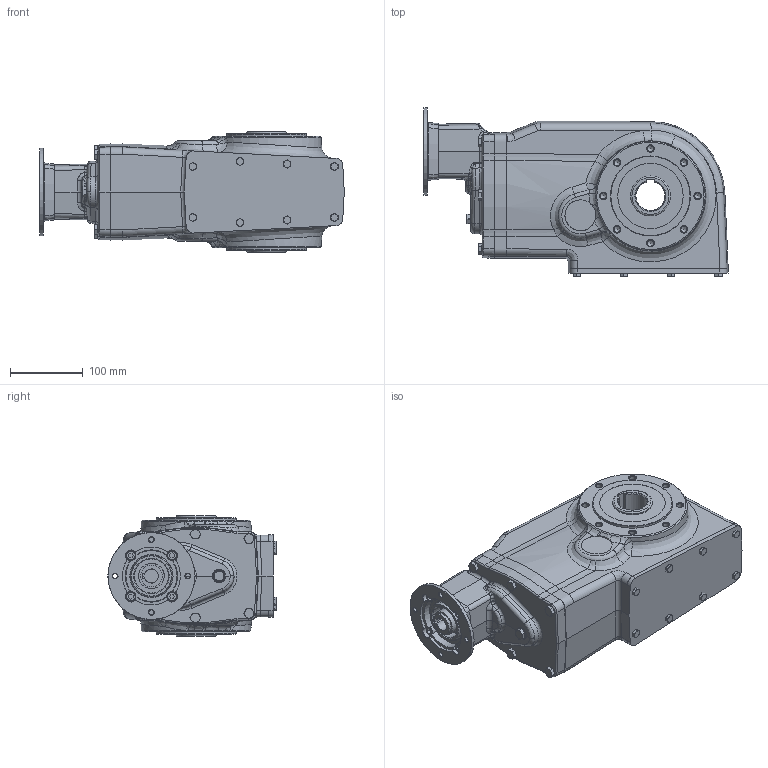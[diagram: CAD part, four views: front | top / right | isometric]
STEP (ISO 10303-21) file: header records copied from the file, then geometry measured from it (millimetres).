
FILE_DESCRIPTION(/* description */ ('Unknown'),/* implementation_level */ '2;1');
FILE_NAME(/* name */ '_P_X74N_I_xxx_-F_FB_N_-R_B3_-D_',/* time_stamp */ '2025-09-24T11:30:20+02:00',/* author */ ('Unknown'),/* organization */ ('Unknown'),/* preprocessor_version */ 'ST-DEVELOPER v18.104',/* originating_system */ 'Solid Edge',/* authorisation */ 'Unknown');
FILE_SCHEMA (('AUTOMOTIVE_DESIGN {1 0 10303 214 3 1 1}'));
Length unit declared in the file: millimetre
Products named in the file (6): _P_X74N_I_xxx_-F_FB_N_-R_B3_-D_; _B_X74N_I_xxx_-F_FB_N_; C405093P; I634046; VTBIM08x16
Assembly tree (8 placements, depth 3):
  _P_X74N_I_xxx_-F_FB_N_-R_B3_-D_
    _B_X74N_I_xxx_-F_FB_N_
    C405093P
    I634046
      I634046
      VTBIM08x16  x4
Bounding box: 418.9 x 231.6 x 166 mm (x, y, z)
Volume: 8345100.2 mm3; surface area: 354540 mm2
Topology: 7 solids, 15 shells, 857 faces, 2018 edges, 1247 vertices
Faces by surface type: plane 304, cylinder 212, cone 166, bspline 118, torus 55, sphere 2
Full cylindrical faces by diameter (mm): 2.6 x1, 6 x8, 6.647 x8, 7 x12, 8 x4, 8.376 x32, 8.9 x8, 9 x4, 11.6 x6, 13 x4, 14 x4, 16.662 x1, 18 x2, 24.5 x1, 30 x1, 35 x2, 42.5 x2, 47 x1, 55 x2, 62 x3, 69.18 x1, 69.2 x1, 90 x2, 110 x2, 120 x1
Entity records: 29399 total; most frequent: CARTESIAN_POINT 7548, DIRECTION 3297, ORIENTED_EDGE 3282, EDGE_CURVE 1641, AXIS2_PLACEMENT_3D 1396, VERTEX_POINT 1113, FACE_BOUND 1110, EDGE_LOOP 1094
